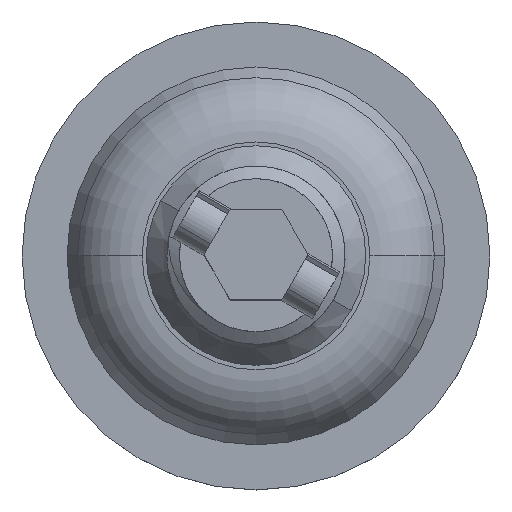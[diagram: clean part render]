
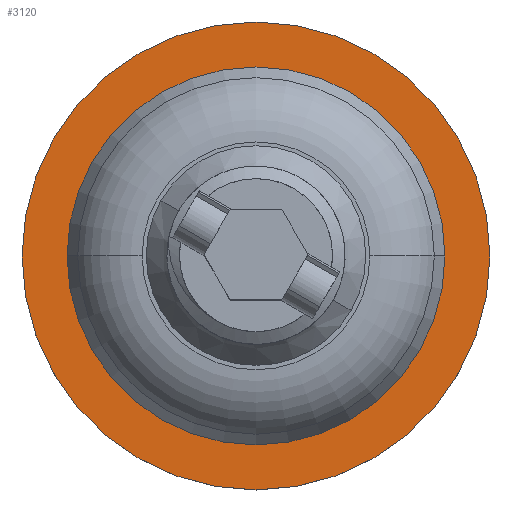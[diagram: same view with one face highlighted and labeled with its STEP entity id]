
A CAD part, top view. The second image highlights one B-rep face of the part: STEP entity #3120.
In plain terms, the highlighted planar face has unit normal (0, 0, 1).
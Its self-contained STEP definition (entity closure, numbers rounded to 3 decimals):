
#65 = AXIS2_PLACEMENT_3D ( 'NONE', #3575, #1114, #3263 ) ;
#106 = CIRCLE ( 'NONE', #3232, 13. ) ;
#338 = CARTESIAN_POINT ( 'NONE',  ( 10.5, 0., -3.4 ) ) ;
#445 = FACE_OUTER_BOUND ( 'NONE', #3829, .T. ) ;
#575 = FACE_BOUND ( 'NONE', #1186, .T. ) ;
#649 = DIRECTION ( 'NONE',  ( -1., 0., 0. ) ) ;
#972 = DIRECTION ( 'NONE',  ( 0., 0., -1. ) ) ;
#981 = ORIENTED_EDGE ( 'NONE', *, *, #2068, .F. ) ;
#1114 = DIRECTION ( 'NONE',  ( 0., 0., -1. ) ) ;
#1186 = EDGE_LOOP ( 'NONE', ( #3203, #3820 ) ) ;
#1432 = CARTESIAN_POINT ( 'NONE',  ( 0., 0., -3.4 ) ) ;
#1446 = EDGE_CURVE ( 'NONE', #1452, #3872, #2104, .T. ) ;
#1452 = VERTEX_POINT ( 'NONE', #3591 ) ;
#1758 = DIRECTION ( 'NONE',  ( -1., 0., 0. ) ) ;
#1804 = ORIENTED_EDGE ( 'NONE', *, *, #3034, .F. ) ;
#1864 = DIRECTION ( 'NONE',  ( 0., 0., -1. ) ) ;
#1978 = CIRCLE ( 'NONE', #3672, 13. ) ;
#1987 = CARTESIAN_POINT ( 'NONE',  ( 13., 0., -3.4 ) ) ;
#2068 = EDGE_CURVE ( 'NONE', #2615, #3192, #1978, .T. ) ;
#2104 = CIRCLE ( 'NONE', #65, 10.5 ) ;
#2331 = EDGE_CURVE ( 'NONE', #3872, #1452, #3338, .T. ) ;
#2471 = PLANE ( 'NONE',  #3933 ) ;
#2615 = VERTEX_POINT ( 'NONE', #1987 ) ;
#2811 = CARTESIAN_POINT ( 'NONE',  ( 0., 0., -3.4 ) ) ;
#2854 = AXIS2_PLACEMENT_3D ( 'NONE', #3080, #3066, #649 ) ;
#2919 = CARTESIAN_POINT ( 'NONE',  ( 10.5, 0., -3.4 ) ) ;
#3034 = EDGE_CURVE ( 'NONE', #3192, #2615, #106, .T. ) ;
#3066 = DIRECTION ( 'NONE',  ( 0., 0., -1. ) ) ;
#3080 = CARTESIAN_POINT ( 'NONE',  ( 0., 0., -3.4 ) ) ;
#3120 = ADVANCED_FACE ( 'NONE', ( #445, #575 ), #2471, .F. ) ;
#3192 = VERTEX_POINT ( 'NONE', #3335 ) ;
#3203 = ORIENTED_EDGE ( 'NONE', *, *, #1446, .T. ) ;
#3232 = AXIS2_PLACEMENT_3D ( 'NONE', #2811, #1864, #3708 ) ;
#3263 = DIRECTION ( 'NONE',  ( -1., 0., 0. ) ) ;
#3335 = CARTESIAN_POINT ( 'NONE',  ( -13., 0., -3.4 ) ) ;
#3338 = CIRCLE ( 'NONE', #2854, 10.5 ) ;
#3432 = DIRECTION ( 'NONE',  ( -1., 0., 0. ) ) ;
#3575 = CARTESIAN_POINT ( 'NONE',  ( 0., 0., -3.4 ) ) ;
#3591 = CARTESIAN_POINT ( 'NONE',  ( -10.5, 0., -3.4 ) ) ;
#3596 = DIRECTION ( 'NONE',  ( 0., 0., -1. ) ) ;
#3672 = AXIS2_PLACEMENT_3D ( 'NONE', #1432, #3596, #1758 ) ;
#3708 = DIRECTION ( 'NONE',  ( -1., 0., 0. ) ) ;
#3820 = ORIENTED_EDGE ( 'NONE', *, *, #2331, .T. ) ;
#3829 = EDGE_LOOP ( 'NONE', ( #1804, #981 ) ) ;
#3872 = VERTEX_POINT ( 'NONE', #2919 ) ;
#3933 = AXIS2_PLACEMENT_3D ( 'NONE', #338, #972, #3432 ) ;
